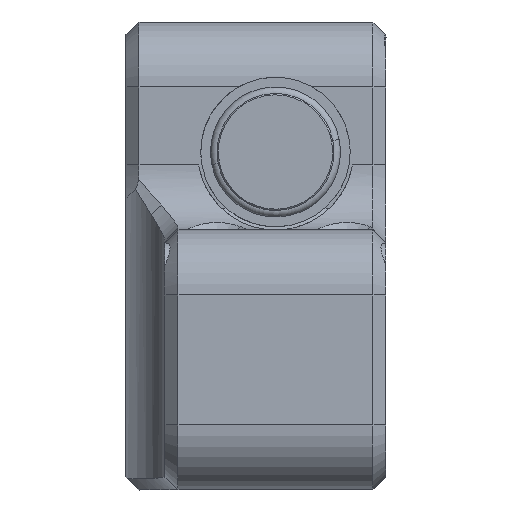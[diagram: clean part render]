
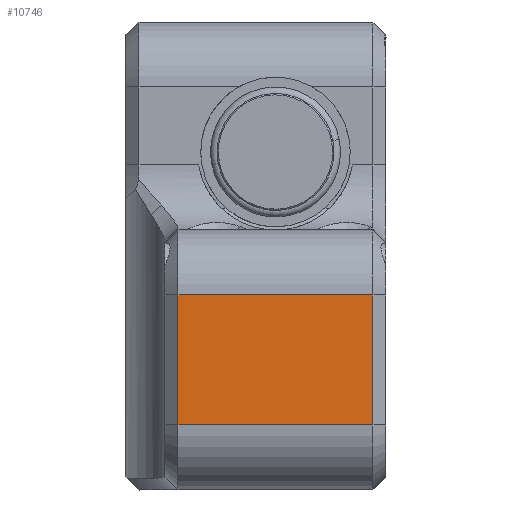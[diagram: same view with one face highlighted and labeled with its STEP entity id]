
A CAD part, left-side view. The second image highlights one B-rep face of the part: STEP entity #10746.
In plain terms, the highlighted planar face has unit normal (-1, 0, 0).
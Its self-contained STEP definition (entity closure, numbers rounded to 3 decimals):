
#2742=DIRECTION('',(0.,0.,1.));
#2743=VECTOR('',#2742,10.);
#2744=CARTESIAN_POINT('',(-146.741,1.,-31.));
#2745=LINE('',#2744,#2743);
#3767=DIRECTION('',(0.,0.,-1.));
#3768=VECTOR('',#3767,10.);
#3769=CARTESIAN_POINT('',(-146.741,16.,-21.));
#3770=LINE('',#3769,#3768);
#3827=DIRECTION('',(0.,1.,0.));
#3828=VECTOR('',#3827,15.);
#3829=CARTESIAN_POINT('',(-146.741,1.,-21.));
#3830=LINE('',#3829,#3828);
#3831=DIRECTION('',(0.,-1.,0.));
#3832=VECTOR('',#3831,15.);
#3833=CARTESIAN_POINT('',(-146.741,16.,-31.));
#3834=LINE('',#3833,#3832);
#4650=CARTESIAN_POINT('',(-146.741,1.,-31.));
#4651=VERTEX_POINT('',#4650);
#4654=CARTESIAN_POINT('',(-146.741,1.,-21.));
#4655=VERTEX_POINT('',#4654);
#4729=CARTESIAN_POINT('',(-146.741,16.,-21.));
#4730=VERTEX_POINT('',#4729);
#4731=CARTESIAN_POINT('',(-146.741,16.,-31.));
#4732=VERTEX_POINT('',#4731);
#10734=CARTESIAN_POINT('',(-146.741,20.,-36.));
#10735=DIRECTION('',(1.,0.,0.));
#10736=DIRECTION('',(0.,0.,-1.));
#10737=AXIS2_PLACEMENT_3D('',#10734,#10735,#10736);
#10738=PLANE('',#10737);
#10739=ORIENTED_EDGE('',*,*,#10728,.F.);
#10740=ORIENTED_EDGE('',*,*,#9273,.F.);
#10742=ORIENTED_EDGE('',*,*,#10741,.F.);
#10743=ORIENTED_EDGE('',*,*,#10659,.F.);
#10744=EDGE_LOOP('',(#10739,#10740,#10742,#10743));
#10745=FACE_OUTER_BOUND('',#10744,.F.);
#10746=ADVANCED_FACE('',(#10745),#10738,.F.);
#9273=EDGE_CURVE('',#4651,#4655,#2745,.T.);
#10659=EDGE_CURVE('',#4730,#4732,#3770,.T.);
#10728=EDGE_CURVE('',#4655,#4730,#3830,.T.);
#10741=EDGE_CURVE('',#4732,#4651,#3834,.T.);
